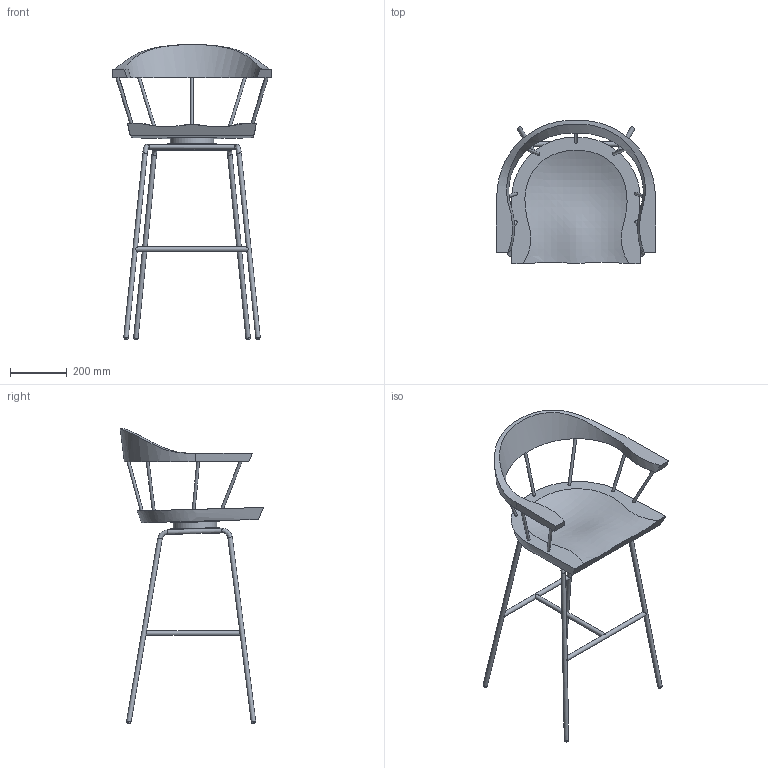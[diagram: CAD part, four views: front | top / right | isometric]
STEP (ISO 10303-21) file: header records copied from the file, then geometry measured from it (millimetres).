
FILE_DESCRIPTION(/* description */ (''),/* implementation_level */ '2;1');
FILE_NAME(/* name */ 'Spindle_CB-285_3D',/* time_stamp */ '2023-10-06T12:18:04+02:00',/* author */ (''),/* organization */ (''),/* preprocessor_version */ 'ST-DEVELOPER v16.5',/* originating_system */ 'Rhino 7.31',/* authorisation */ '');
FILE_SCHEMA (('AUTOMOTIVE_DESIGN'));
Length unit declared in the file: centimetre
Products named in the file (2): Document; Spindle_CB-285
Assembly tree (1 placements, depth 2):
  Document
    Spindle_CB-285
Bounding box: 565 x 507.87 x 1042.28 mm (x, y, z)
Volume: 9300546.2 mm3; surface area: 1037166.7 mm2
Topology: 20 solids, 21 shells, 99 faces, 160 edges, 104 vertices
Faces by surface type: plane 46, cylinder 38, bspline 15
Full cylindrical faces by diameter (mm): 10 x7, 16 x11, 153.65 x1
Entity records: 11762 total; most frequent: CARTESIAN_POINT 10241, ORIENTED_EDGE 318, EDGE_CURVE 160, VERTEX_POINT 104, EDGE_LOOP 101, ADVANCED_FACE 99, FACE_OUTER_BOUND 99, B_SPLINE_CURVE_WITH_KNOTS 96
